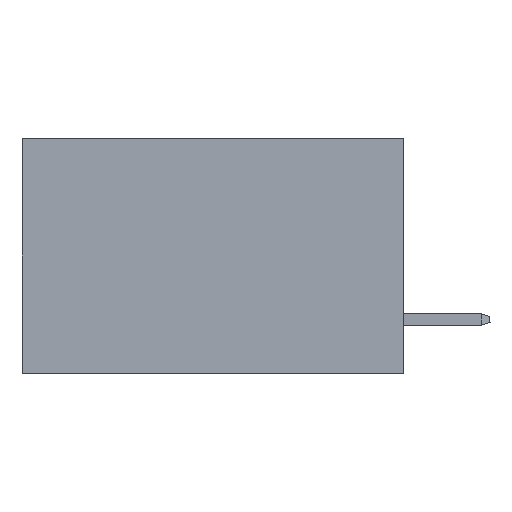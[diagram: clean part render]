
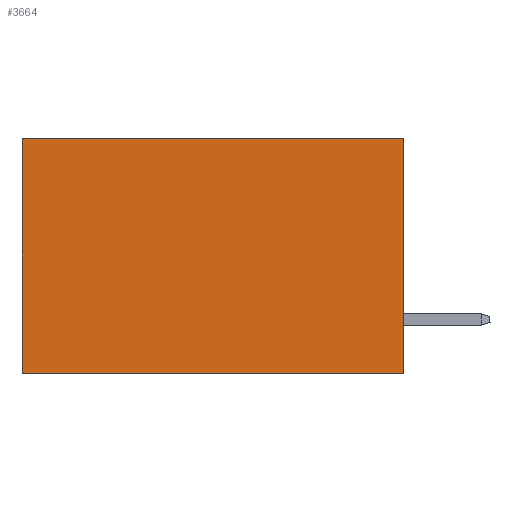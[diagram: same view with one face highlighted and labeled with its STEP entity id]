
A CAD part, left-side view. The second image highlights one B-rep face of the part: STEP entity #3664.
In plain terms, the highlighted planar face has unit normal (-1, 0, 0).
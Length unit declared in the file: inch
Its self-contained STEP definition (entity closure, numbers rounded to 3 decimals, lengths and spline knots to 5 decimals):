
#404 = VECTOR ( 'NONE', #13161, 39.37008 ) ;
#2935 = DIRECTION ( 'NONE',  ( 0., 0., -1. ) ) ;
#3164 = LINE ( 'NONE', #29756, #404 ) ;
#3327 = DIRECTION ( 'NONE',  ( 1., 0., 0. ) ) ;
#3464 = ORIENTED_EDGE ( 'NONE', *, *, #38988, .T. ) ;
#3664 = ADVANCED_FACE ( 'NONE', ( #12916 ), #30145, .F. ) ;
#4976 = DIRECTION ( 'NONE',  ( 0., 1., 0. ) ) ;
#6632 = LINE ( 'NONE', #23437, #11997 ) ;
#10361 = CARTESIAN_POINT ( 'NONE',  ( 0.2875, 0.6, 0. ) ) ;
#10801 = CARTESIAN_POINT ( 'NONE',  ( 0.2875, 0.6, -0.37 ) ) ;
#11997 = VECTOR ( 'NONE', #2935, 39.37008 ) ;
#12497 = VECTOR ( 'NONE', #4976, 39.37008 ) ;
#12916 = FACE_OUTER_BOUND ( 'NONE', #36051, .T. ) ;
#13161 = DIRECTION ( 'NONE',  ( 0., 1., 0. ) ) ;
#14529 = CARTESIAN_POINT ( 'NONE',  ( 0.2875, 0., -0.37 ) ) ;
#15972 = DIRECTION ( 'NONE',  ( 0., 0., -1. ) ) ;
#19835 = VERTEX_POINT ( 'NONE', #10801 ) ;
#22970 = CARTESIAN_POINT ( 'NONE',  ( 0.2875, 0., 0. ) ) ;
#23437 = CARTESIAN_POINT ( 'NONE',  ( 0.2875, 0., 0. ) ) ;
#23759 = AXIS2_PLACEMENT_3D ( 'NONE', #22970, #3327, #15972 ) ;
#25711 = LINE ( 'NONE', #28990, #40045 ) ;
#28990 = CARTESIAN_POINT ( 'NONE',  ( 0.2875, 0.6, 0. ) ) ;
#29756 = CARTESIAN_POINT ( 'NONE',  ( 0.2875, 0., 0. ) ) ;
#30145 = PLANE ( 'NONE',  #23759 ) ;
#31239 = EDGE_CURVE ( 'NONE', #38085, #19835, #34892, .T. ) ;
#34472 = VERTEX_POINT ( 'NONE', #10361 ) ;
#34892 = LINE ( 'NONE', #37951, #12497 ) ;
#35624 = VERTEX_POINT ( 'NONE', #39979 ) ;
#36051 = EDGE_LOOP ( 'NONE', ( #3464, #43158, #42106, #41132 ) ) ;
#36470 = EDGE_CURVE ( 'NONE', #35624, #38085, #6632, .T. ) ;
#37951 = CARTESIAN_POINT ( 'NONE',  ( 0.2875, 0., -0.37 ) ) ;
#38085 = VERTEX_POINT ( 'NONE', #14529 ) ;
#38389 = DIRECTION ( 'NONE',  ( 0., 0., -1. ) ) ;
#38988 = EDGE_CURVE ( 'NONE', #34472, #19835, #25711, .T. ) ;
#39979 = CARTESIAN_POINT ( 'NONE',  ( 0.2875, 0., 0. ) ) ;
#40045 = VECTOR ( 'NONE', #38389, 39.37008 ) ;
#41132 = ORIENTED_EDGE ( 'NONE', *, *, #42104, .T. ) ;
#42104 = EDGE_CURVE ( 'NONE', #35624, #34472, #3164, .T. ) ;
#42106 = ORIENTED_EDGE ( 'NONE', *, *, #36470, .F. ) ;
#43158 = ORIENTED_EDGE ( 'NONE', *, *, #31239, .F. ) ;
